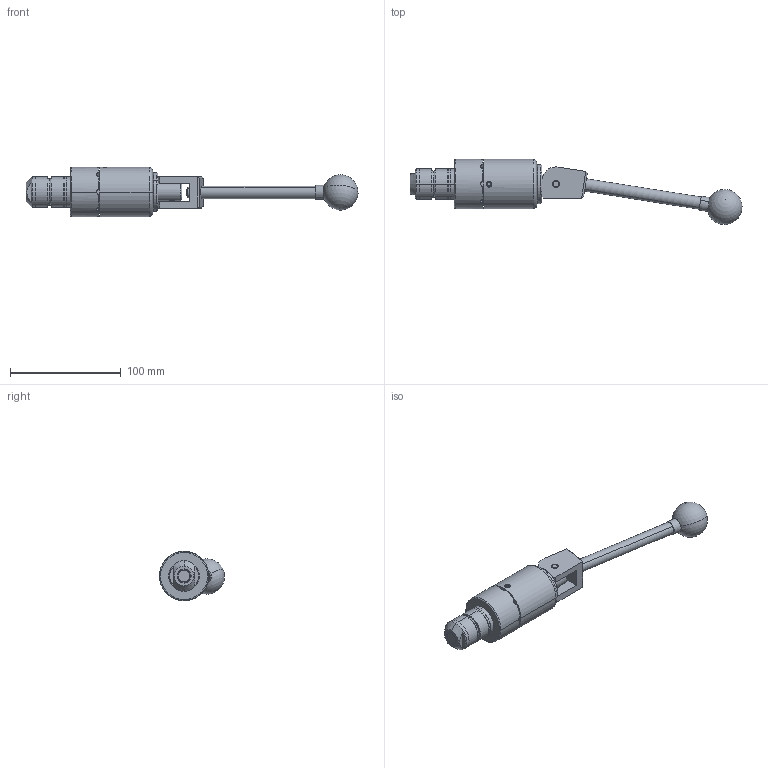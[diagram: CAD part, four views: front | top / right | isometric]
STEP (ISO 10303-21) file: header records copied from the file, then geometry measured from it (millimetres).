
FILE_DESCRIPTION (( 'STEP AP214' ), '1' );
FILE_NAME ('CTSC-003537.STEP', '2025-06-26T14:13:37', ( '' ), ( '' ), 'SwSTEP 2.0', 'SolidWorks 2023', '' );
FILE_SCHEMA (( 'AUTOMOTIVE_DESIGN' ));
Length unit declared in the file: inch
Products named in the file (1): CTSC-003537
Bounding box: 299.48 x 58.69 x 44.45 mm (x, y, z)
Volume: 189488.8 mm3; surface area: 44424.3 mm2
Topology: 10 solids, 10 shells, 255 faces, 612 edges, 389 vertices
Faces by surface type: cylinder 103, plane 93, cone 38, torus 16, bspline 3, sphere 2
Entity records: 12140 total; most frequent: CARTESIAN_POINT 2822, DIRECTION 1261, ORIENTED_EDGE 1210, EDGE_CURVE 605, AXIS2_PLACEMENT_3D 499, VERTEX_POINT 386, EDGE_LOOP 291, VECTOR 263
